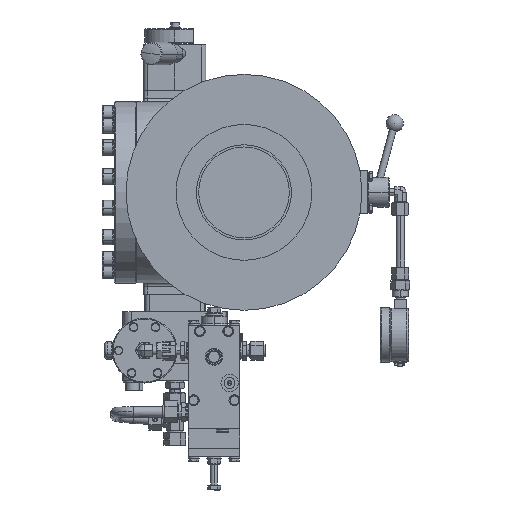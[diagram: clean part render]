
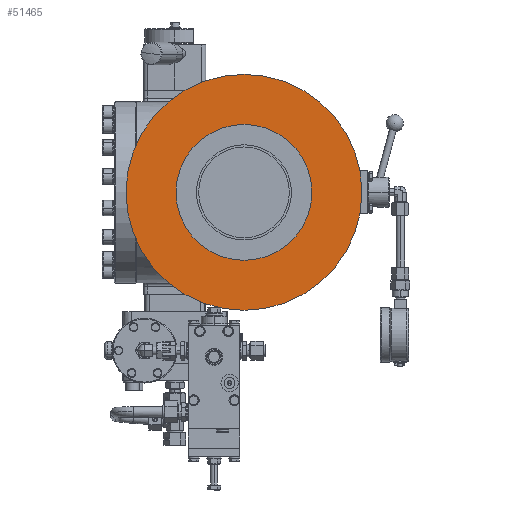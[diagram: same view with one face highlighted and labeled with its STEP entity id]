
A CAD part, left-side view. The second image highlights one B-rep face of the part: STEP entity #51465.
In plain terms, the highlighted planar face has unit normal (-1, 0, 0).
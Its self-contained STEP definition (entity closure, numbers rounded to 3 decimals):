
#2367 = DIRECTION ( 'NONE',  ( 0., 0., 1. ) ) ;
#2782 = CARTESIAN_POINT ( 'NONE',  ( -223.424, -17.132, 271.4 ) ) ;
#11097 = EDGE_CURVE ( 'Defeature ausgef�hrt1_12+Defeature ausgef�hrt1_213+Defeature ausgef�hrt1_213+Defeature ausgef�hrt1_213', #99154, #48852, #96537, .T. ) ;
#11306 = DIRECTION ( 'NONE',  ( 1., 0., 0. ) ) ;
#12965 = EDGE_LOOP ( 'NONE', ( #101748, #77426 ) ) ;
#14146 = PLANE ( 'NONE',  #92027 ) ;
#14369 = CARTESIAN_POINT ( 'NONE',  ( -223.424, -17.132, 350. ) ) ;
#15408 = DIRECTION ( 'NONE',  ( 0., 0., 1. ) ) ;
#26467 = AXIS2_PLACEMENT_3D ( 'NONE', #89562, #90263, #73921 ) ;
#27841 = DIRECTION ( 'NONE',  ( 0., 0., 1. ) ) ;
#28184 = CARTESIAN_POINT ( 'NONE',  ( -223.424, -17.132, 428.6 ) ) ;
#28695 = CIRCLE ( 'NONE', #73986, 136.5 ) ;
#33036 = DIRECTION ( 'NONE',  ( 0., 0., 1. ) ) ;
#36272 = CIRCLE ( 'NONE', #65673, 78.6 ) ;
#39096 = CARTESIAN_POINT ( 'NONE',  ( -223.424, -17.132, 486.5 ) ) ;
#41167 = ORIENTED_EDGE ( 'NONE', *, *, #85008, .F. ) ;
#41398 = EDGE_LOOP ( 'NONE', ( #47396, #41167 ) ) ;
#47396 = ORIENTED_EDGE ( 'NONE', *, *, #82855, .F. ) ;
#48852 = VERTEX_POINT ( 'NONE', #39096 ) ;
#50984 = CARTESIAN_POINT ( 'NONE',  ( -223.424, -17.132, 350. ) ) ;
#51465 = ADVANCED_FACE ( 'Defeature ausgef�hrt1_213', ( #83067, #77926 ), #14146, .T. ) ;
#55662 = VERTEX_POINT ( 'NONE', #2782 ) ;
#59801 = DIRECTION ( 'NONE',  ( -1., 0., 0. ) ) ;
#65673 = AXIS2_PLACEMENT_3D ( 'NONE', #50984, #59801, #27841 ) ;
#68583 = CARTESIAN_POINT ( 'NONE',  ( -223.424, -17.132, 350. ) ) ;
#70860 = AXIS2_PLACEMENT_3D ( 'NONE', #14369, #96577, #15408 ) ;
#72849 = CIRCLE ( 'NONE', #70860, 78.6 ) ;
#73664 = CARTESIAN_POINT ( 'NONE',  ( -223.424, -17.132, 213.5 ) ) ;
#73921 = DIRECTION ( 'NONE',  ( 0., 0., 1. ) ) ;
#73986 = AXIS2_PLACEMENT_3D ( 'NONE', #68583, #11306, #2367 ) ;
#77426 = ORIENTED_EDGE ( 'NONE', *, *, #11097, .F. ) ;
#77926 = FACE_BOUND ( 'NONE', #41398, .T. ) ;
#81800 = VERTEX_POINT ( 'NONE', #28184 ) ;
#82855 = EDGE_CURVE ( 'Defeature ausgef�hrt1_212+Defeature ausgef�hrt1_213+Defeature ausgef�hrt1_213+Defeature ausgef�hrt1_213', #81800, #55662, #72849, .T. ) ;
#83067 = FACE_OUTER_BOUND ( 'NONE', #12965, .T. ) ;
#85008 = EDGE_CURVE ( 'Defeature ausgef�hrt1_212+Defeature ausgef�hrt1_213+Defeature ausgef�hrt1_213+Defeature ausgef�hrt1_213', #55662, #81800, #36272, .T. ) ;
#85479 = EDGE_CURVE ( 'Defeature ausgef�hrt1_12+Defeature ausgef�hrt1_213+Defeature ausgef�hrt1_213+Defeature ausgef�hrt1_213', #48852, #99154, #28695, .T. ) ;
#89562 = CARTESIAN_POINT ( 'NONE',  ( -223.424, -17.132, 350. ) ) ;
#89918 = DIRECTION ( 'NONE',  ( -1., 0., 0. ) ) ;
#90263 = DIRECTION ( 'NONE',  ( 1., 0., 0. ) ) ;
#92027 = AXIS2_PLACEMENT_3D ( 'NONE', #105218, #89918, #33036 ) ;
#96537 = CIRCLE ( 'NONE', #26467, 136.5 ) ;
#96577 = DIRECTION ( 'NONE',  ( -1., 0., 0. ) ) ;
#99154 = VERTEX_POINT ( 'NONE', #73664 ) ;
#101748 = ORIENTED_EDGE ( 'NONE', *, *, #85479, .F. ) ;
#105218 = CARTESIAN_POINT ( 'NONE',  ( -223.424, 159.963, 350. ) ) ;
